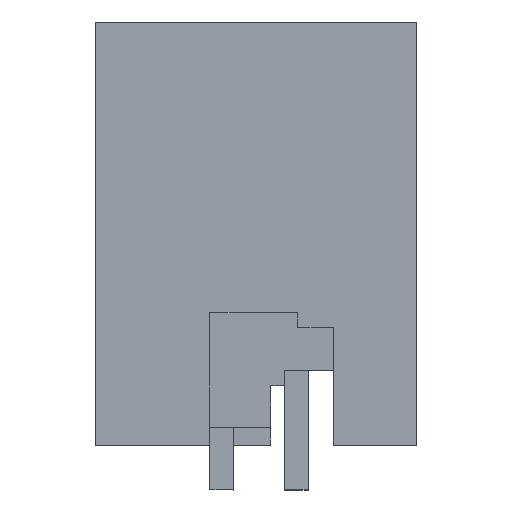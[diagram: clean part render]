
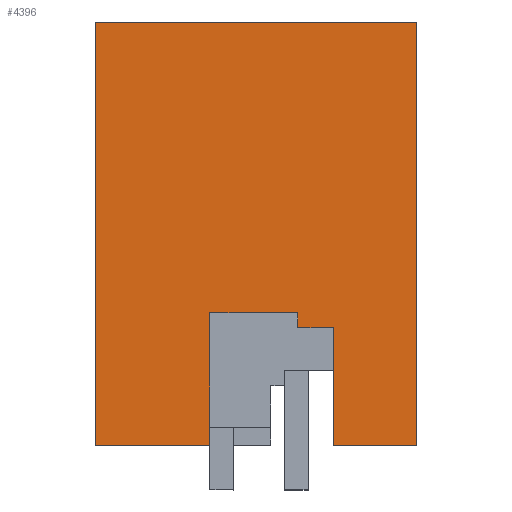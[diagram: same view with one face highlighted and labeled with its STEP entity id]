
A CAD part, left-side view. The second image highlights one B-rep face of the part: STEP entity #4396.
In plain terms, the highlighted planar face has unit normal (-1, 0, 0).
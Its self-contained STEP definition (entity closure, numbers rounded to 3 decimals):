
#4342=AXIS2_PLACEMENT_3D('Plane Axis2P3D',#4339,#4340,#4341) ;
#183=CARTESIAN_POINT('Vertex',(0.,10.8,15.7)) ;
#186=CARTESIAN_POINT('Line Origine',(0.,5.4,15.7)) ;
#190=CARTESIAN_POINT('Vertex',(0.,0.,15.7)) ;
#2183=CARTESIAN_POINT('Vertex',(0.,0.,1.5)) ;
#2186=CARTESIAN_POINT('Line Origine',(0.,0.,8.6)) ;
#2203=CARTESIAN_POINT('Line Origine',(0.,1.4,1.5)) ;
#2207=CARTESIAN_POINT('Vertex',(0.,2.8,1.5)) ;
#2899=CARTESIAN_POINT('Vertex',(0.,10.8,1.5)) ;
#2902=CARTESIAN_POINT('Line Origine',(0.,10.8,8.6)) ;
#4339=CARTESIAN_POINT('Axis2P3D Location',(0.,10.8,10.7)) ;
#4344=CARTESIAN_POINT('Line Origine',(0.,8.875,1.5)) ;
#4348=CARTESIAN_POINT('Vertex',(0.,6.95,1.5)) ;
#4351=CARTESIAN_POINT('Line Origine',(0.,6.95,3.725)) ;
#4355=CARTESIAN_POINT('Vertex',(0.,6.95,5.95)) ;
#4358=CARTESIAN_POINT('Line Origine',(0.,5.475,5.95)) ;
#4362=CARTESIAN_POINT('Vertex',(0.,4.,5.95)) ;
#4365=CARTESIAN_POINT('Line Origine',(0.,4.,5.7)) ;
#4369=CARTESIAN_POINT('Vertex',(0.,4.,5.45)) ;
#4372=CARTESIAN_POINT('Line Origine',(0.,3.4,5.45)) ;
#4376=CARTESIAN_POINT('Vertex',(0.,2.8,5.45)) ;
#4379=CARTESIAN_POINT('Line Origine',(0.,2.8,3.475)) ;
#187=DIRECTION('Vector Direction',(0.,-1.,0.)) ;
#2187=DIRECTION('Vector Direction',(0.,0.,1.)) ;
#2204=DIRECTION('Vector Direction',(0.,-1.,0.)) ;
#2903=DIRECTION('Vector Direction',(0.,0.,1.)) ;
#4340=DIRECTION('Axis2P3D Direction',(1.,0.,0.)) ;
#4341=DIRECTION('Axis2P3D XDirection',(0.,1.,0.)) ;
#4345=DIRECTION('Vector Direction',(0.,-1.,0.)) ;
#4352=DIRECTION('Vector Direction',(0.,0.,-1.)) ;
#4359=DIRECTION('Vector Direction',(0.,-1.,0.)) ;
#4366=DIRECTION('Vector Direction',(0.,0.,-1.)) ;
#4373=DIRECTION('Vector Direction',(0.,-1.,0.)) ;
#4380=DIRECTION('Vector Direction',(0.,0.,-1.)) ;
#188=VECTOR('Line Direction',#187,1.) ;
#2188=VECTOR('Line Direction',#2187,1.) ;
#2205=VECTOR('Line Direction',#2204,1.) ;
#2904=VECTOR('Line Direction',#2903,1.) ;
#4346=VECTOR('Line Direction',#4345,1.) ;
#4353=VECTOR('Line Direction',#4352,1.) ;
#4360=VECTOR('Line Direction',#4359,1.) ;
#4367=VECTOR('Line Direction',#4366,1.) ;
#4374=VECTOR('Line Direction',#4373,1.) ;
#4381=VECTOR('Line Direction',#4380,1.) ;
#4385=ORIENTED_EDGE('',*,*,#2209,.T.) ;
#4386=ORIENTED_EDGE('',*,*,#2190,.T.) ;
#4387=ORIENTED_EDGE('',*,*,#192,.F.) ;
#4388=ORIENTED_EDGE('',*,*,#2906,.F.) ;
#4389=ORIENTED_EDGE('',*,*,#4350,.T.) ;
#4390=ORIENTED_EDGE('',*,*,#4357,.F.) ;
#4391=ORIENTED_EDGE('',*,*,#4364,.T.) ;
#4392=ORIENTED_EDGE('',*,*,#4371,.T.) ;
#4393=ORIENTED_EDGE('',*,*,#4378,.T.) ;
#4394=ORIENTED_EDGE('',*,*,#4383,.T.) ;
#4396=ADVANCED_FACE('HOUSING',(#4395),#4343,.F.) ;
#192=EDGE_CURVE('',#184,#191,#189,.T.) ;
#2190=EDGE_CURVE('',#2184,#191,#2189,.T.) ;
#2209=EDGE_CURVE('',#2208,#2184,#2206,.T.) ;
#2906=EDGE_CURVE('',#2900,#184,#2905,.T.) ;
#4350=EDGE_CURVE('',#2900,#4349,#4347,.T.) ;
#4357=EDGE_CURVE('',#4356,#4349,#4354,.T.) ;
#4364=EDGE_CURVE('',#4356,#4363,#4361,.T.) ;
#4371=EDGE_CURVE('',#4363,#4370,#4368,.T.) ;
#4378=EDGE_CURVE('',#4370,#4377,#4375,.T.) ;
#4383=EDGE_CURVE('',#4377,#2208,#4382,.T.) ;
#4384=EDGE_LOOP('',(#4385,#4386,#4387,#4388,#4389,#4390,#4391,#4392,#4393,#4394)) ;
#4395=FACE_OUTER_BOUND('',#4384,.T.) ;
#189=LINE('Line',#186,#188) ;
#2189=LINE('Line',#2186,#2188) ;
#2206=LINE('Line',#2203,#2205) ;
#2905=LINE('Line',#2902,#2904) ;
#4347=LINE('Line',#4344,#4346) ;
#4354=LINE('Line',#4351,#4353) ;
#4361=LINE('Line',#4358,#4360) ;
#4368=LINE('Line',#4365,#4367) ;
#4375=LINE('Line',#4372,#4374) ;
#4382=LINE('Line',#4379,#4381) ;
#4343=PLANE('',#4342) ;
#184=VERTEX_POINT('',#183) ;
#191=VERTEX_POINT('',#190) ;
#2184=VERTEX_POINT('',#2183) ;
#2208=VERTEX_POINT('',#2207) ;
#2900=VERTEX_POINT('',#2899) ;
#4349=VERTEX_POINT('',#4348) ;
#4356=VERTEX_POINT('',#4355) ;
#4363=VERTEX_POINT('',#4362) ;
#4370=VERTEX_POINT('',#4369) ;
#4377=VERTEX_POINT('',#4376) ;
